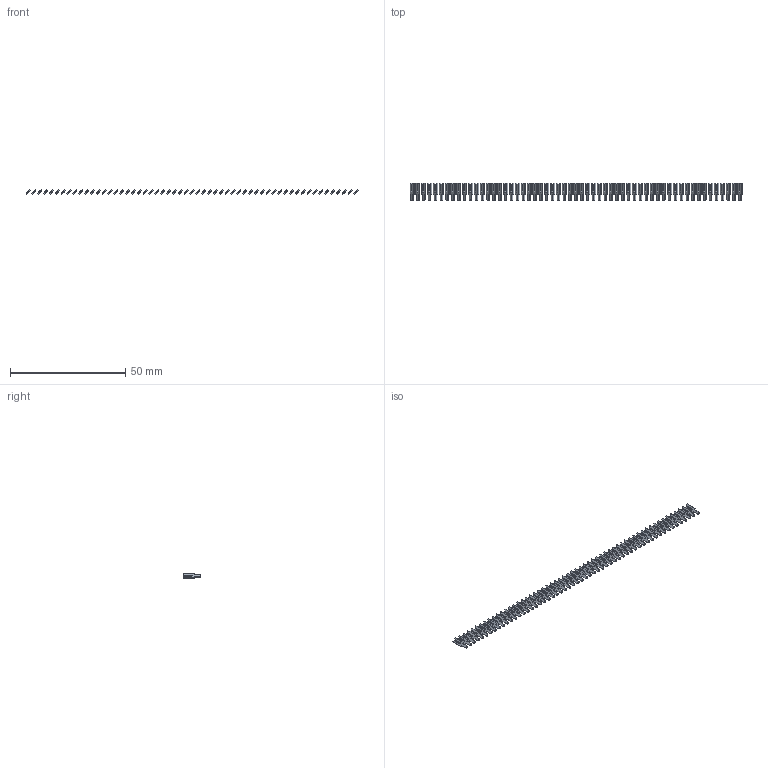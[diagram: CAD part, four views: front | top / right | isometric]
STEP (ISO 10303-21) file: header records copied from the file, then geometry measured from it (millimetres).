
FILE_DESCRIPTION (( 'STEP AP203' ), '1' );
FILE_NAME ('106-057-253-100.STEP', '2020-04-16T22:00:58', ( '' ), ( '' ), 'SwSTEP 2.0', 'SolidWorks 2016', '' );
FILE_SCHEMA (( 'CONFIG_CONTROL_DESIGN' ));
Length unit declared in the file: inch
Products named in the file (2): 100-290-001_100-290-253; 106-057-253-100
Assembly tree (57 placements, depth 2):
  106-057-253-100
    100-290-001_100-290-253  x57
Bounding box: 144.04 x 7.62 x 1.8 mm (x, y, z)
Volume: 314.5 mm3; surface area: 1961.2 mm2
Topology: 57 solids, 57 shells, 1140 faces, 3078 edges, 2052 vertices
Faces by surface type: plane 1083, cylinder 57
Entity records: 2612 total; most frequent: DIRECTION 216, CARTESIAN_POINT 170, COORDINATED_UNIVERSAL_TIME_OFFSET 124, CALENDAR_DATE 124, DATE_AND_TIME 124, LOCAL_TIME 124, ORIENTED_EDGE 108, AXIS2_PLACEMENT_3D 82
